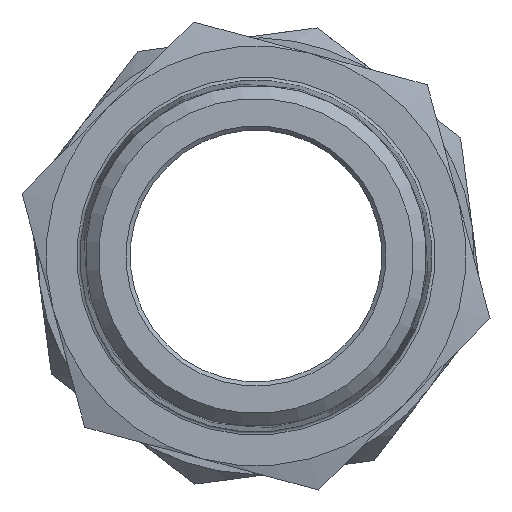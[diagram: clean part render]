
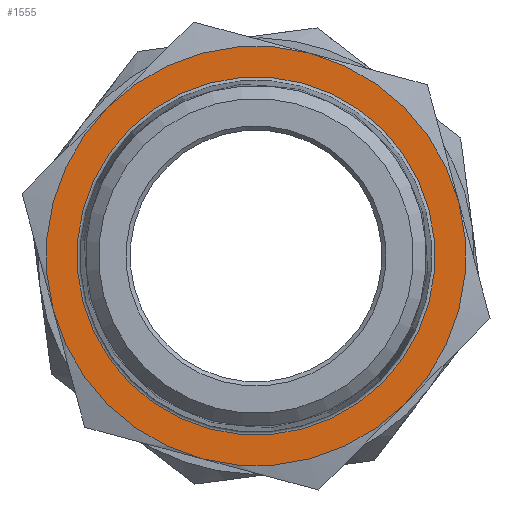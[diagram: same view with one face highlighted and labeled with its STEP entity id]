
A CAD part, left-side view. The second image highlights one B-rep face of the part: STEP entity #1555.
In plain terms, the highlighted planar face has unit normal (-1, 0, 0).
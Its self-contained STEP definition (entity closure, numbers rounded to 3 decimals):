
#75=FACE_BOUND('',#261,.T.);
#87=PLANE('',#1723);
#158=FACE_OUTER_BOUND('',#260,.T.);
#260=EDGE_LOOP('',(#1095,#1096,#1097,#1098,#1099,#1100));
#261=EDGE_LOOP('',(#1101,#1102));
#489=CIRCLE('',#1715,21.338);
#493=CIRCLE('',#1719,21.338);
#496=CIRCLE('',#1724,25.);
#497=CIRCLE('',#1725,25.);
#498=CIRCLE('',#1726,25.);
#499=CIRCLE('',#1727,25.);
#500=CIRCLE('',#1728,25.);
#501=CIRCLE('',#1729,25.);
#628=VERTEX_POINT('',#2535);
#629=VERTEX_POINT('',#2536);
#634=VERTEX_POINT('',#2551);
#635=VERTEX_POINT('',#2552);
#636=VERTEX_POINT('',#2554);
#637=VERTEX_POINT('',#2556);
#638=VERTEX_POINT('',#2558);
#639=VERTEX_POINT('',#2560);
#802=EDGE_CURVE('',#628,#629,#489,.T.);
#806=EDGE_CURVE('',#629,#628,#493,.T.);
#810=EDGE_CURVE('',#634,#635,#496,.T.);
#811=EDGE_CURVE('',#635,#636,#497,.T.);
#812=EDGE_CURVE('',#636,#637,#498,.T.);
#813=EDGE_CURVE('',#637,#638,#499,.T.);
#814=EDGE_CURVE('',#638,#639,#500,.T.);
#815=EDGE_CURVE('',#639,#634,#501,.T.);
#1095=ORIENTED_EDGE('',*,*,#810,.T.);
#1096=ORIENTED_EDGE('',*,*,#811,.T.);
#1097=ORIENTED_EDGE('',*,*,#812,.T.);
#1098=ORIENTED_EDGE('',*,*,#813,.T.);
#1099=ORIENTED_EDGE('',*,*,#814,.T.);
#1100=ORIENTED_EDGE('',*,*,#815,.T.);
#1101=ORIENTED_EDGE('',*,*,#802,.F.);
#1102=ORIENTED_EDGE('',*,*,#806,.F.);
#1555=ADVANCED_FACE('',(#158,#75),#87,.T.);
#1715=AXIS2_PLACEMENT_3D('',#2537,#2024,#2025);
#1719=AXIS2_PLACEMENT_3D('',#2543,#2032,#2033);
#1723=AXIS2_PLACEMENT_3D('',#2550,#2041,#2042);
#1724=AXIS2_PLACEMENT_3D('',#2553,#2043,#2044);
#1725=AXIS2_PLACEMENT_3D('',#2555,#2045,#2046);
#1726=AXIS2_PLACEMENT_3D('',#2557,#2047,#2048);
#1727=AXIS2_PLACEMENT_3D('',#2559,#2049,#2050);
#1728=AXIS2_PLACEMENT_3D('',#2561,#2051,#2052);
#1729=AXIS2_PLACEMENT_3D('',#2562,#2053,#2054);
#2024=DIRECTION('center_axis',(-1.,0.,0.));
#2025=DIRECTION('ref_axis',(0.,0.707,0.707));
#2032=DIRECTION('center_axis',(-1.,0.,0.));
#2033=DIRECTION('ref_axis',(0.,0.707,0.707));
#2041=DIRECTION('center_axis',(-1.,0.,0.));
#2042=DIRECTION('ref_axis',(0.,-0.707,-0.707));
#2043=DIRECTION('center_axis',(-1.,0.,0.));
#2044=DIRECTION('ref_axis',(0.,-0.707,-0.707));
#2045=DIRECTION('center_axis',(-1.,0.,0.));
#2046=DIRECTION('ref_axis',(0.,-0.707,-0.707));
#2047=DIRECTION('center_axis',(-1.,0.,0.));
#2048=DIRECTION('ref_axis',(0.,-0.707,-0.707));
#2049=DIRECTION('center_axis',(-1.,0.,0.));
#2050=DIRECTION('ref_axis',(0.,-0.707,-0.707));
#2051=DIRECTION('center_axis',(-1.,0.,0.));
#2052=DIRECTION('ref_axis',(0.,-0.707,-0.707));
#2053=DIRECTION('center_axis',(-1.,0.,0.));
#2054=DIRECTION('ref_axis',(0.,-0.707,-0.707));
#2535=CARTESIAN_POINT('',(-78.8,-15.088,-15.088));
#2536=CARTESIAN_POINT('',(-78.8,15.088,15.088));
#2537=CARTESIAN_POINT('Origin',(-78.8,0.,0.));
#2543=CARTESIAN_POINT('Origin',(-78.8,0.,0.));
#2550=CARTESIAN_POINT('Origin',(-78.8,-16.246,-16.246));
#2551=CARTESIAN_POINT('',(-78.8,-17.678,-17.678));
#2552=CARTESIAN_POINT('',(-78.8,-24.148,6.47));
#2553=CARTESIAN_POINT('Origin',(-78.8,0.,0.));
#2554=CARTESIAN_POINT('',(-78.8,-6.47,24.148));
#2555=CARTESIAN_POINT('Origin',(-78.8,0.,0.));
#2556=CARTESIAN_POINT('',(-78.8,17.678,17.678));
#2557=CARTESIAN_POINT('Origin',(-78.8,0.,0.));
#2558=CARTESIAN_POINT('',(-78.8,24.148,-6.47));
#2559=CARTESIAN_POINT('Origin',(-78.8,0.,0.));
#2560=CARTESIAN_POINT('',(-78.8,6.47,-24.148));
#2561=CARTESIAN_POINT('Origin',(-78.8,0.,0.));
#2562=CARTESIAN_POINT('Origin',(-78.8,0.,0.));
